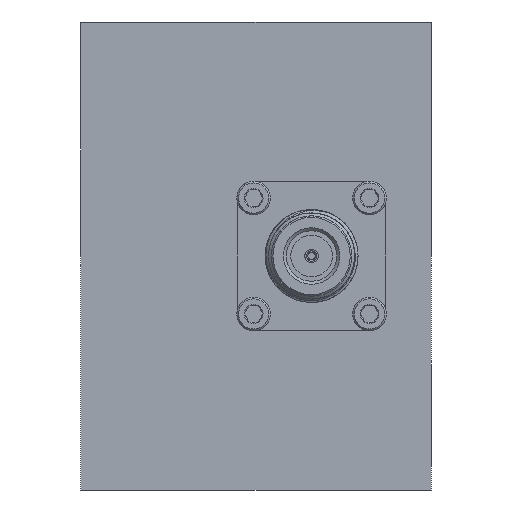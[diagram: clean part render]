
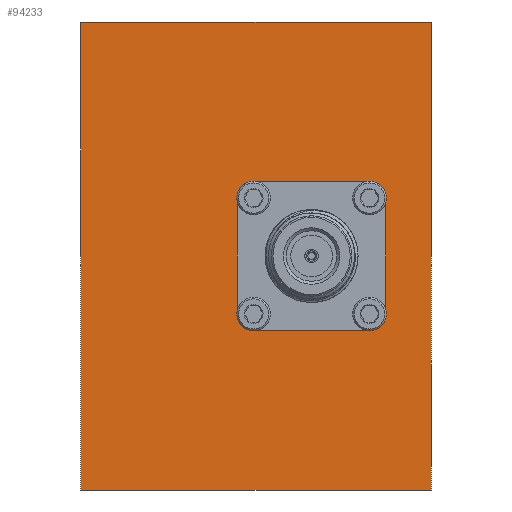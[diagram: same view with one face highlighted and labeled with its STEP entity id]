
A CAD part, left-side view. The second image highlights one B-rep face of the part: STEP entity #94233.
In plain terms, the highlighted planar face has unit normal (-1, 0, 0).
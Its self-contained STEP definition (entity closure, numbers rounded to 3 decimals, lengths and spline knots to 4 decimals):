
#1274 = CIRCLE ( 'NONE', #88140, 0.1 ) ;
#1359 = CARTESIAN_POINT ( 'NONE',  ( -3.6023, 0.5001, -0.4 ) ) ;
#2678 = VERTEX_POINT ( 'NONE', #39524 ) ;
#4356 = VERTEX_POINT ( 'NONE', #39156 ) ;
#4372 = ORIENTED_EDGE ( 'NONE', *, *, #27122, .T. ) ;
#4821 = CARTESIAN_POINT ( 'NONE',  ( -3.6023, 0.4001, 0.5 ) ) ;
#6506 = DIRECTION ( 'NONE',  ( 1., 0., 0. ) ) ;
#6751 = VERTEX_POINT ( 'NONE', #16117 ) ;
#7450 = VECTOR ( 'NONE', #51903, 39.3701 ) ;
#8848 = CARTESIAN_POINT ( 'NONE',  ( -3.6023, -0.4999, -0.5 ) ) ;
#9187 = CARTESIAN_POINT ( 'NONE',  ( -3.6023, 0.4001, -0.5 ) ) ;
#9605 = VERTEX_POINT ( 'NONE', #13786 ) ;
#11119 = VERTEX_POINT ( 'NONE', #48428 ) ;
#11130 = DIRECTION ( 'NONE',  ( 1., 0., 0. ) ) ;
#11576 = EDGE_CURVE ( 'NONE', #2678, #4356, #41574, .T. ) ;
#13113 = ORIENTED_EDGE ( 'NONE', *, *, #59172, .F. ) ;
#13707 = VECTOR ( 'NONE', #37114, 39.3701 ) ;
#13786 = CARTESIAN_POINT ( 'NONE',  ( -3.6023, -0.4999, -0.4 ) ) ;
#15112 = CARTESIAN_POINT ( 'NONE',  ( -3.6023, 1.5552, 1.5748 ) ) ;
#15305 = VECTOR ( 'NONE', #48739, 39.3701 ) ;
#15513 = ORIENTED_EDGE ( 'NONE', *, *, #24023, .T. ) ;
#15849 = LINE ( 'NONE', #17041, #73093 ) ;
#16117 = CARTESIAN_POINT ( 'NONE',  ( -3.6023, 0.5001, 0.4 ) ) ;
#16500 = VECTOR ( 'NONE', #46097, 39.3701 ) ;
#16681 = VERTEX_POINT ( 'NONE', #1359 ) ;
#17041 = CARTESIAN_POINT ( 'NONE',  ( -3.6023, 0., -1.5748 ) ) ;
#17230 = VERTEX_POINT ( 'NONE', #37525 ) ;
#18778 = CARTESIAN_POINT ( 'NONE',  ( -3.6023, 1.5552, 1.5748 ) ) ;
#20790 = CARTESIAN_POINT ( 'NONE',  ( -3.6023, -0.807, 1.5748 ) ) ;
#21466 = CIRCLE ( 'NONE', #47535, 0.1 ) ;
#21505 = CARTESIAN_POINT ( 'NONE',  ( -3.6023, -0.4999, 0.5 ) ) ;
#22604 = DIRECTION ( 'NONE',  ( 0., 0., -1. ) ) ;
#23130 = CARTESIAN_POINT ( 'NONE',  ( -3.6023, 1.5552, -1.5748 ) ) ;
#23605 = ORIENTED_EDGE ( 'NONE', *, *, #29733, .T. ) ;
#24023 = EDGE_CURVE ( 'NONE', #36136, #16681, #26496, .T. ) ;
#24205 = ORIENTED_EDGE ( 'NONE', *, *, #64710, .F. ) ;
#26094 = CARTESIAN_POINT ( 'NONE',  ( -3.6023, 0., 1.5748 ) ) ;
#26496 = CIRCLE ( 'NONE', #89416, 0.1 ) ;
#27122 = EDGE_CURVE ( 'NONE', #2678, #89038, #94138, .T. ) ;
#27449 = VECTOR ( 'NONE', #62732, 39.3701 ) ;
#28595 = CARTESIAN_POINT ( 'NONE',  ( -3.6023, -0.4999, 0.4 ) ) ;
#29088 = ORIENTED_EDGE ( 'NONE', *, *, #72974, .F. ) ;
#29733 = EDGE_CURVE ( 'NONE', #89038, #57032, #54168, .T. ) ;
#30531 = FACE_BOUND ( 'NONE', #45284, .T. ) ;
#31382 = ORIENTED_EDGE ( 'NONE', *, *, #61013, .T. ) ;
#33582 = PLANE ( 'NONE',  #91591 ) ;
#36136 = VERTEX_POINT ( 'NONE', #9187 ) ;
#37114 = DIRECTION ( 'NONE',  ( 0., 0., 1. ) ) ;
#37262 = EDGE_LOOP ( 'NONE', ( #13113, #70936, #4372, #23605 ) ) ;
#37525 = CARTESIAN_POINT ( 'NONE',  ( -3.6023, -0.3999, 0.5 ) ) ;
#38757 = CARTESIAN_POINT ( 'NONE',  ( -3.6023, 0.4001, 0.4 ) ) ;
#39156 = CARTESIAN_POINT ( 'NONE',  ( -3.6023, -0.807, -1.5748 ) ) ;
#39228 = VECTOR ( 'NONE', #80541, 39.3701 ) ;
#39524 = CARTESIAN_POINT ( 'NONE',  ( -3.6023, -0.807, 1.5748 ) ) ;
#39890 = DIRECTION ( 'NONE',  ( 0., 1., 0. ) ) ;
#40478 = DIRECTION ( 'NONE',  ( 1., 0., 0. ) ) ;
#41186 = DIRECTION ( 'NONE',  ( 0., 1., 0. ) ) ;
#41574 = LINE ( 'NONE', #20790, #39228 ) ;
#43386 = LINE ( 'NONE', #8848, #16500 ) ;
#44333 = DIRECTION ( 'NONE',  ( 0., 1., 0. ) ) ;
#45284 = EDGE_LOOP ( 'NONE', ( #76650, #15513, #24205, #72899, #77953, #77142, #29088, #31382 ) ) ;
#46097 = DIRECTION ( 'NONE',  ( 0., -1., 0. ) ) ;
#47535 = AXIS2_PLACEMENT_3D ( 'NONE', #89432, #6506, #44333 ) ;
#48056 = DIRECTION ( 'NONE',  ( 0., 1., 0. ) ) ;
#48428 = CARTESIAN_POINT ( 'NONE',  ( -3.6023, -0.3999, -0.5 ) ) ;
#48739 = DIRECTION ( 'NONE',  ( 0., 0., -1. ) ) ;
#48831 = VERTEX_POINT ( 'NONE', #4821 ) ;
#49517 = LINE ( 'NONE', #21505, #7450 ) ;
#50400 = LINE ( 'NONE', #70277, #15305 ) ;
#51903 = DIRECTION ( 'NONE',  ( 0., 1., 0. ) ) ;
#52892 = DIRECTION ( 'NONE',  ( 0., 1., 0. ) ) ;
#54168 = LINE ( 'NONE', #15112, #58876 ) ;
#55242 = DIRECTION ( 'NONE',  ( 0., 0., 1. ) ) ;
#55303 = CARTESIAN_POINT ( 'NONE',  ( -3.6023, 0.4001, -0.4 ) ) ;
#55558 = DIRECTION ( 'NONE',  ( -1., 0., 0. ) ) ;
#57032 = VERTEX_POINT ( 'NONE', #23130 ) ;
#57133 = AXIS2_PLACEMENT_3D ( 'NONE', #38757, #83215, #52892 ) ;
#57326 = VERTEX_POINT ( 'NONE', #28595 ) ;
#58876 = VECTOR ( 'NONE', #22604, 39.3701 ) ;
#59172 = EDGE_CURVE ( 'NONE', #4356, #57032, #15849, .T. ) ;
#61013 = EDGE_CURVE ( 'NONE', #9605, #11119, #21466, .T. ) ;
#62148 = EDGE_CURVE ( 'NONE', #17230, #48831, #49517, .T. ) ;
#62732 = DIRECTION ( 'NONE',  ( 0., 1., 0. ) ) ;
#64710 = EDGE_CURVE ( 'NONE', #6751, #16681, #50400, .T. ) ;
#69944 = EDGE_CURVE ( 'NONE', #17230, #57326, #1274, .T. ) ;
#70277 = CARTESIAN_POINT ( 'NONE',  ( -3.6023, 0.5001, -0.5 ) ) ;
#70936 = ORIENTED_EDGE ( 'NONE', *, *, #11576, .F. ) ;
#72899 = ORIENTED_EDGE ( 'NONE', *, *, #93353, .T. ) ;
#72974 = EDGE_CURVE ( 'NONE', #9605, #57326, #73295, .T. ) ;
#73093 = VECTOR ( 'NONE', #39890, 39.3701 ) ;
#73295 = LINE ( 'NONE', #90436, #13707 ) ;
#76650 = ORIENTED_EDGE ( 'NONE', *, *, #92466, .F. ) ;
#77142 = ORIENTED_EDGE ( 'NONE', *, *, #69944, .T. ) ;
#77341 = CARTESIAN_POINT ( 'NONE',  ( -3.6023, 0., 1.5748 ) ) ;
#77953 = ORIENTED_EDGE ( 'NONE', *, *, #62148, .F. ) ;
#80541 = DIRECTION ( 'NONE',  ( 0., 0., -1. ) ) ;
#83215 = DIRECTION ( 'NONE',  ( 1., 0., 0. ) ) ;
#84268 = CIRCLE ( 'NONE', #57133, 0.1 ) ;
#88140 = AXIS2_PLACEMENT_3D ( 'NONE', #92133, #40478, #48056 ) ;
#89038 = VERTEX_POINT ( 'NONE', #18778 ) ;
#89416 = AXIS2_PLACEMENT_3D ( 'NONE', #55303, #11130, #41186 ) ;
#89432 = CARTESIAN_POINT ( 'NONE',  ( -3.6023, -0.3999, -0.4 ) ) ;
#90436 = CARTESIAN_POINT ( 'NONE',  ( -3.6023, -0.4999, -0.5 ) ) ;
#91591 = AXIS2_PLACEMENT_3D ( 'NONE', #26094, #55558, #55242 ) ;
#92133 = CARTESIAN_POINT ( 'NONE',  ( -3.6023, -0.3999, 0.4 ) ) ;
#92466 = EDGE_CURVE ( 'NONE', #36136, #11119, #43386, .T. ) ;
#93353 = EDGE_CURVE ( 'NONE', #6751, #48831, #84268, .T. ) ;
#94138 = LINE ( 'NONE', #77341, #27449 ) ;
#94233 = ADVANCED_FACE ( 'NONE', ( #30531, #96017 ), #33582, .T. ) ;
#96017 = FACE_OUTER_BOUND ( 'NONE', #37262, .T. ) ;
